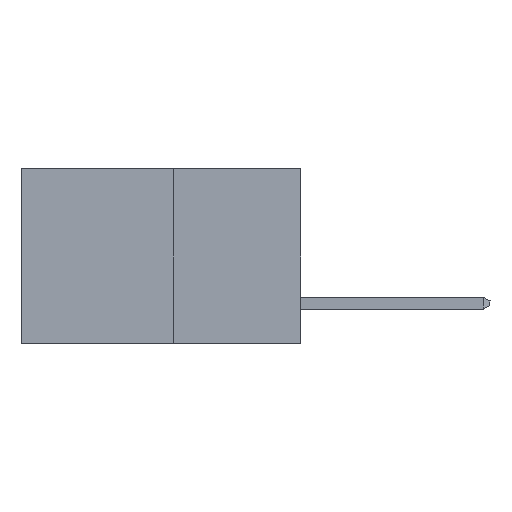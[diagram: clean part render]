
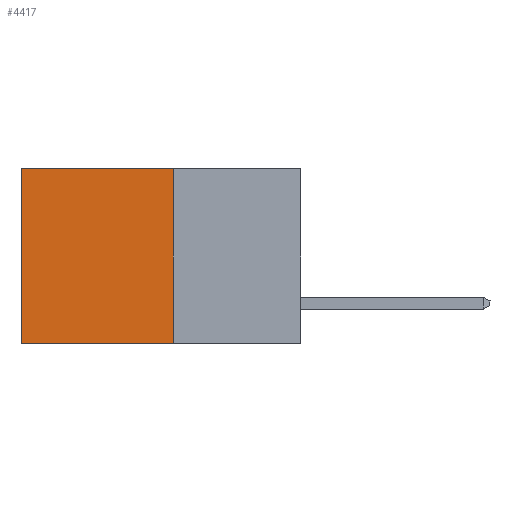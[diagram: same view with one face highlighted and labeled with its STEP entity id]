
A CAD part, left-side view. The second image highlights one B-rep face of the part: STEP entity #4417.
In plain terms, the highlighted planar face has unit normal (-1, 0, 0).
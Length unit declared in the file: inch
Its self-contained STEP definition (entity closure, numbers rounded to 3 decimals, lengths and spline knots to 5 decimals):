
#926 = ORIENTED_EDGE ( 'NONE', *, *, #3591, .F. ) ;
#959 = CARTESIAN_POINT ( 'NONE',  ( 0.277, 0.27, -0.37 ) ) ;
#1279 = VECTOR ( 'NONE', #11386, 39.37008 ) ;
#3292 = CARTESIAN_POINT ( 'NONE',  ( 0.277, 0.27, 0. ) ) ;
#3468 = ORIENTED_EDGE ( 'NONE', *, *, #3685, .F. ) ;
#3591 = EDGE_CURVE ( 'NONE', #8129, #7316, #12634, .T. ) ;
#3685 = EDGE_CURVE ( 'NONE', #7316, #7578, #11074, .T. ) ;
#4062 = VERTEX_POINT ( 'NONE', #4683 ) ;
#4417 = ADVANCED_FACE ( 'NONE', ( #8328 ), #11559, .F. ) ;
#4683 = CARTESIAN_POINT ( 'NONE',  ( 0.277, 0.59, 0. ) ) ;
#5241 = VECTOR ( 'NONE', #8260, 39.37008 ) ;
#5995 = DIRECTION ( 'NONE',  ( 0., 0., -1. ) ) ;
#6372 = CARTESIAN_POINT ( 'NONE',  ( 0.277, 0.27, -0.37 ) ) ;
#6845 = ORIENTED_EDGE ( 'NONE', *, *, #7045, .T. ) ;
#7045 = EDGE_CURVE ( 'NONE', #8129, #4062, #13061, .T. ) ;
#7292 = ORIENTED_EDGE ( 'NONE', *, *, #9236, .T. ) ;
#7316 = VERTEX_POINT ( 'NONE', #959 ) ;
#7578 = VERTEX_POINT ( 'NONE', #12747 ) ;
#8118 = AXIS2_PLACEMENT_3D ( 'NONE', #11488, #11485, #11441 ) ;
#8129 = VERTEX_POINT ( 'NONE', #3292 ) ;
#8260 = DIRECTION ( 'NONE',  ( 0., 1., 0. ) ) ;
#8328 = FACE_OUTER_BOUND ( 'NONE', #9872, .T. ) ;
#8990 = VECTOR ( 'NONE', #5995, 39.37008 ) ;
#9236 = EDGE_CURVE ( 'NONE', #4062, #7578, #11743, .T. ) ;
#9288 = CARTESIAN_POINT ( 'NONE',  ( 0.277, 0.27, 0. ) ) ;
#9744 = CARTESIAN_POINT ( 'NONE',  ( 0.277, 0.27, -0.37 ) ) ;
#9872 = EDGE_LOOP ( 'NONE', ( #7292, #3468, #926, #6845 ) ) ;
#10086 = DIRECTION ( 'NONE',  ( 0., 1., 0. ) ) ;
#10163 = CARTESIAN_POINT ( 'NONE',  ( 0.277, 0.59, -0.37 ) ) ;
#11074 = LINE ( 'NONE', #9744, #5241 ) ;
#11386 = DIRECTION ( 'NONE',  ( 0., 0., -1. ) ) ;
#11441 = DIRECTION ( 'NONE',  ( 0., 0., -1. ) ) ;
#11485 = DIRECTION ( 'NONE',  ( 1., 0., 0. ) ) ;
#11488 = CARTESIAN_POINT ( 'NONE',  ( 0.277, 0.27, -0.37 ) ) ;
#11559 = PLANE ( 'NONE',  #8118 ) ;
#11743 = LINE ( 'NONE', #10163, #8990 ) ;
#12634 = LINE ( 'NONE', #6372, #1279 ) ;
#12747 = CARTESIAN_POINT ( 'NONE',  ( 0.277, 0.59, -0.37 ) ) ;
#12748 = VECTOR ( 'NONE', #10086, 39.37008 ) ;
#13061 = LINE ( 'NONE', #9288, #12748 ) ;
